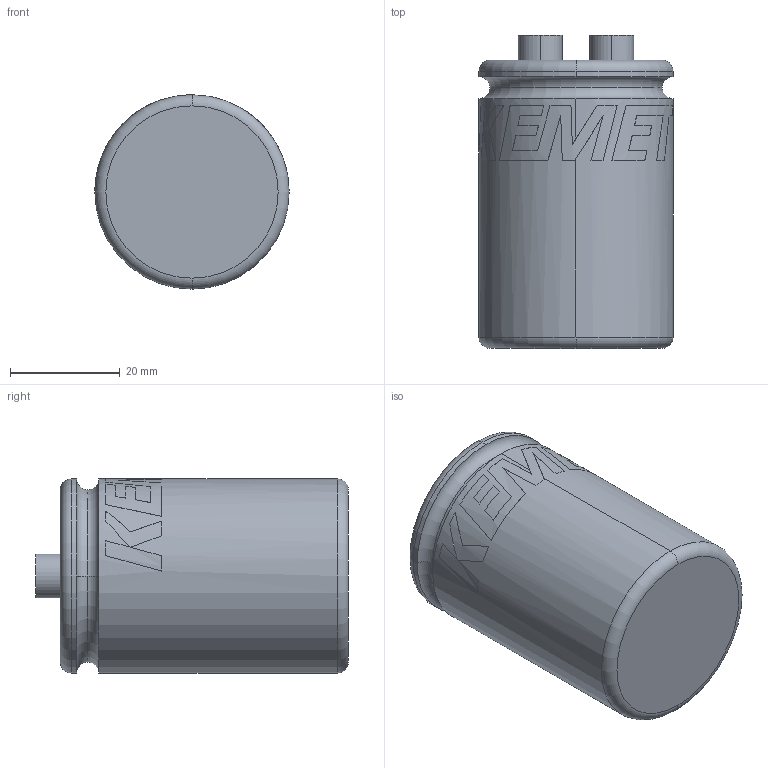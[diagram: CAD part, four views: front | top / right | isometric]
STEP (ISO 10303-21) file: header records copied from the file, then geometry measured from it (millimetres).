
FILE_DESCRIPTION (( 'STEP AP214' ), '1' );
FILE_NAME ('CARC_D35.4L52.5S13.STEP', '2024-01-03T15:59:45', ( '' ), ( '' ), 'SwSTEP 2.0', 'SolidWorks 2021', '' );
FILE_SCHEMA (( 'AUTOMOTIVE_DESIGN' ));
Length unit declared in the file: millimetre
Products named in the file (1): CARC_D35.4L52.5S13
Bounding box: 35.4 x 57 x 35.4 mm (x, y, z)
Volume: 50544.3 mm3; surface area: 8288.3 mm2
Topology: 1 solids, 1 shells, 87 faces, 223 edges, 146 vertices
Faces by surface type: plane 30, bspline 28, cylinder 21, torus 8
Entity records: 3824 total; most frequent: CARTESIAN_POINT 921, ORIENTED_EDGE 446, DIRECTION 331, EDGE_CURVE 223, AXIS2_PLACEMENT_3D 156, VERTEX_POINT 146, B_SPLINE_CURVE_WITH_KNOTS 108, CIRCLE 96
